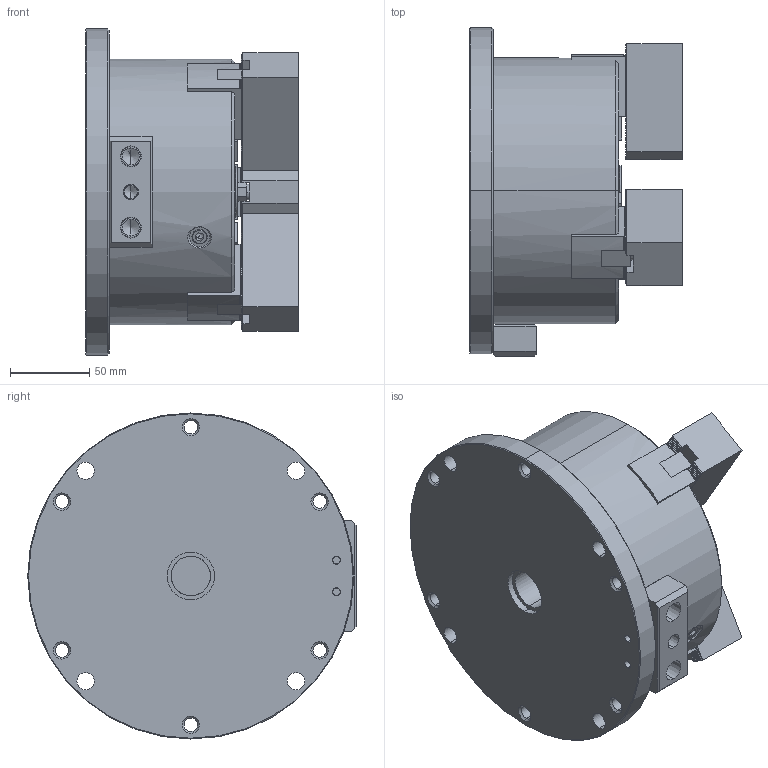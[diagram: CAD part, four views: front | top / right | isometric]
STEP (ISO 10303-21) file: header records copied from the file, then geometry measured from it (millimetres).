
FILE_DESCRIPTION (( 'STEP AP203' ), '1' );
FILE_NAME ('CF-SP-306.STEP', '2022-07-12T05:17:49', ( '' ), ( '' ), 'SwSTEP 2.0', 'SolidWorks 2020', '' );
FILE_SCHEMA (( 'CONFIG_CONTROL_DESIGN' ));
Length unit declared in the file: millimetre
Products named in the file (15): CF-SP-306-09000; 圓頭內六角螺栓_M10x25; CF-SU-308-07000; 油管塞頭_PT 1_8; CF-SP-306-01010; CF-3H-206-04000(T型塊); CF-SP-306; CF-SP-306-03010; SJ-06; CF-SP-306-06010; M6黃油嘴; CF-SP-306-07000; 圓頭內六角螺栓_M6x30; CF-SP-306-08000; 圓頭內六角螺栓_M5x10
Assembly tree (30 placements, depth 2):
  CF-SP-306
    CF-SP-306-01010
    CF-SP-306-03010  x3
    CF-SP-306-06010
    CF-SP-306-07000
    CF-SP-306-08000
    CF-SP-306-09000  x3
    CF-SU-308-07000
    CF-3H-206-04000(T型塊)  x3
    SJ-06  x3
    M6黃油嘴
    圓頭內六角螺栓_M6x30  x2
    圓頭內六角螺栓_M5x10  x3
    圓頭內六角螺栓_M10x25  x6
    油管塞頭_PT 1_8
Bounding box: 134.3 x 207.5 x 206 mm (x, y, z)
Volume: 2421555.3 mm3; surface area: 334544.4 mm2
Topology: 31 solids, 31 shells, 2670 faces, 7517 edges, 4911 vertices
Faces by surface type: plane 1824, cylinder 648, cone 178, torus 14, sphere 6
Entity records: 36350 total; most frequent: CARTESIAN_POINT 7319, ORIENTED_EDGE 5900, DIRECTION 5319, EDGE_CURVE 2950, VECTOR 2087, LINE 2087, VERTEX_POINT 1926, AXIS2_PLACEMENT_3D 1616
